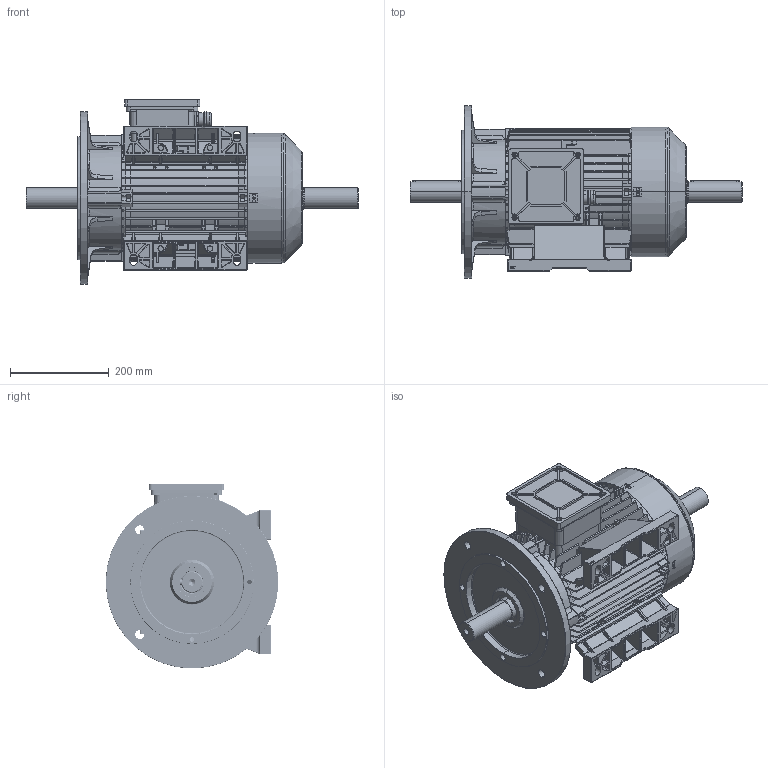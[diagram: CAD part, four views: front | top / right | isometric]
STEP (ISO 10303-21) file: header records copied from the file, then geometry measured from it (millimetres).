
FILE_DESCRIPTION (( 'STEP AP214' ), '1' );
FILE_NAME ('FCAP 160MT-B3 B5-IC411-2-4-6-8 POLES-TB RIGHT-DOUBLE SHAFT.STEP', '2024-09-30T07:29:27', ( '' ), ( '' ), 'SwSTEP 2.0', 'SolidWorks 2024', '' );
FILE_SCHEMA (( 'AUTOMOTIVE_DESIGN' ));
Length unit declared in the file: millimetre
Products named in the file (18): Flangia FC160T; Guarnizione scatola-motore 132; Targhetta motore_LAMIERA ALLUMINIO; Piede 160T; Carcassa 132SM-160T-B3-B5; Gruppo Coprimorsettiera 132; Scatola morsetti 132; PRESSACAVO M25; Guarnizione scatola-coperchio 132; FCAP 160MT-B3 B5-IC411-2-4-6-8 POLES-TB RIGHT-DOUBLE SHAFT; Scudo C160MT posteriore; Radial Ball Bearing_68_SKF_SKF - 6309 - 10,DE,NC,10_68; parallel_din_Parallel key A12 x 8 x 100 DIN 6885; Coperchio scatola morsetti 132; Albero C-FC 160MT - Serie - Autov.; Copriventola 132M H.113; Tappo M25; Radial Ball Bearing_68_SKF_SKF - 6308 - 10,DE,NC,10_68
Assembly tree (20 placements, depth 3):
  FCAP 160MT-B3 B5-IC411-2-4-6-8 POLES-TB RIGHT-DOUBLE SHAFT
    Albero C-FC 160MT - Serie - Autov.  x2
    Radial Ball Bearing_68_SKF_SKF - 6309 - 10,DE,NC,10_68
    Radial Ball Bearing_68_SKF_SKF - 6308 - 10,DE,NC,10_68
    Flangia FC160T
    Scudo C160MT posteriore
    Piede 160T  x2
    parallel_din_Parallel key A12 x 8 x 100 DIN 6885  x2
    Copriventola 132M H.113
    Targhetta motore_LAMIERA ALLUMINIO
    Gruppo Coprimorsettiera 132
      Scatola morsetti 132
      Coperchio scatola morsetti 132
      Guarnizione scatola-motore 132
      PRESSACAVO M25
      Tappo M25
      Guarnizione scatola-coperchio 132
    Carcassa 132SM-160T-B3-B5
Bounding box: 673 x 350 x 375 mm (x, y, z)
Volume: 6973275.9 mm3; surface area: 2274644.2 mm2
Topology: 19 solids, 21 shells, 6135 faces, 16570 edges, 10394 vertices
Faces by surface type: plane 2434, cylinder 1727, torus 706, cone 541, bspline 497, sphere 230
Entity records: 199691 total; most frequent: CARTESIAN_POINT 64570, ORIENTED_EDGE 29826, DIRECTION 26258, EDGE_CURVE 14913, VERTEX_POINT 9462, AXIS2_PLACEMENT_3D 9362, LINE 7534, VECTOR 7534
